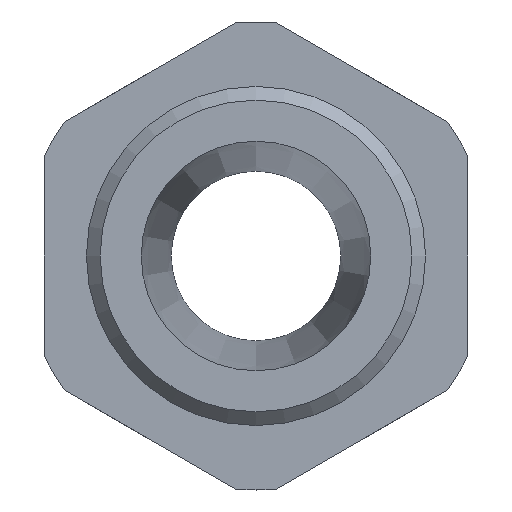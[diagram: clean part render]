
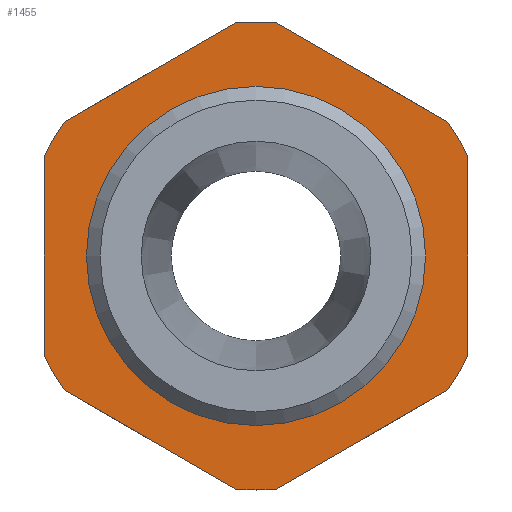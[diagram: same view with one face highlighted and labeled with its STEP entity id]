
A CAD part, left-side view. The second image highlights one B-rep face of the part: STEP entity #1455.
In plain terms, the highlighted planar face has unit normal (-1, 0, 0).
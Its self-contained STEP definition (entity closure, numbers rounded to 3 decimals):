
#56=CIRCLE('',#1511,13.8);
#58=CIRCLE('',#1515,13.8);
#59=CIRCLE('',#1518,13.8);
#61=CIRCLE('',#1522,13.8);
#63=CIRCLE('',#1526,13.8);
#71=CIRCLE('',#1537,9.19);
#102=CIRCLE('',#1592,13.8);
#103=CIRCLE('',#1593,13.8);
#185=VECTOR('',#1693,1.);
#192=VECTOR('',#1707,1.);
#196=VECTOR('',#1716,1.);
#200=VECTOR('',#1727,1.);
#203=VECTOR('',#1737,1.);
#206=VECTOR('',#1747,1.);
#291=LINE('',#2135,#185);
#298=LINE('',#2170,#192);
#302=LINE('',#2185,#196);
#306=LINE('',#2202,#200);
#309=LINE('',#2220,#203);
#312=LINE('',#2238,#206);
#399=VERTEX_POINT('',#2133);
#401=VERTEX_POINT('',#2136);
#412=VERTEX_POINT('',#2169);
#413=VERTEX_POINT('',#2171);
#415=VERTEX_POINT('',#2179);
#416=VERTEX_POINT('',#2183);
#418=VERTEX_POINT('',#2191);
#421=VERTEX_POINT('',#2196);
#422=VERTEX_POINT('',#2200);
#425=VERTEX_POINT('',#2212);
#427=VERTEX_POINT('',#2218);
#430=VERTEX_POINT('',#2230);
#432=VERTEX_POINT('',#2236);
#441=VERTEX_POINT('',#2267);
#569=EDGE_CURVE('',#399,#401,#291,.T.);
#582=EDGE_CURVE('',#413,#412,#298,.F.);
#586=EDGE_CURVE('',#415,#412,#56,.T.);
#588=EDGE_CURVE('',#416,#415,#302,.T.);
#593=EDGE_CURVE('',#421,#418,#58,.T.);
#595=EDGE_CURVE('',#422,#421,#306,.T.);
#599=EDGE_CURVE('',#425,#422,#59,.T.);
#602=EDGE_CURVE('',#427,#425,#309,.T.);
#606=EDGE_CURVE('',#430,#427,#61,.T.);
#609=EDGE_CURVE('',#432,#430,#312,.T.);
#612=EDGE_CURVE('',#401,#432,#63,.T.);
#623=EDGE_CURVE('',#441,#441,#71,.T.);
#683=EDGE_CURVE('',#413,#399,#102,.F.);
#684=EDGE_CURVE('',#418,#416,#103,.F.);
#987=ORIENTED_EDGE('',*,*,#623,.T.);
#988=ORIENTED_EDGE('',*,*,#612,.F.);
#989=ORIENTED_EDGE('',*,*,#569,.F.);
#990=ORIENTED_EDGE('',*,*,#683,.F.);
#991=ORIENTED_EDGE('',*,*,#582,.T.);
#992=ORIENTED_EDGE('',*,*,#586,.F.);
#993=ORIENTED_EDGE('',*,*,#588,.F.);
#994=ORIENTED_EDGE('',*,*,#684,.F.);
#995=ORIENTED_EDGE('',*,*,#593,.F.);
#996=ORIENTED_EDGE('',*,*,#595,.F.);
#997=ORIENTED_EDGE('',*,*,#599,.F.);
#998=ORIENTED_EDGE('',*,*,#602,.F.);
#999=ORIENTED_EDGE('',*,*,#606,.F.);
#1000=ORIENTED_EDGE('',*,*,#609,.F.);
#1272=EDGE_LOOP('',(#987));
#1273=EDGE_LOOP('',(#988,#989,#990,#991,#992,#993,#994,#995,#996,#997,#998,
#999,#1000));
#1365=FACE_BOUND('',#1272,.T.);
#1366=FACE_BOUND('',#1273,.T.);
#1455=ADVANCED_FACE('',(#1365,#1366),#2625,.T.);
#1511=AXIS2_PLACEMENT_3D('',#2180,#1712,#1713);
#1515=AXIS2_PLACEMENT_3D('',#2197,#1723,#1724);
#1518=AXIS2_PLACEMENT_3D('',#2214,#1731,#1732);
#1522=AXIS2_PLACEMENT_3D('',#2232,#1741,#1742);
#1526=AXIS2_PLACEMENT_3D('',#2247,#1750,#1751);
#1537=AXIS2_PLACEMENT_3D('',#2268,#1775,#1776);
#1591=AXIS2_PLACEMENT_3D('',#2402,#1895,$);
#1592=AXIS2_PLACEMENT_3D('',#2403,#1896,#1897);
#1593=AXIS2_PLACEMENT_3D('',#2404,#1898,#1899);
#1693=DIRECTION('',(0.,-0.866,0.5));
#1707=DIRECTION('',(0.,0.,1.));
#1712=DIRECTION('',(1.,0.,0.));
#1713=DIRECTION('',(0.,0.,-13.8));
#1716=DIRECTION('',(0.,0.866,0.5));
#1723=DIRECTION('',(1.,0.,0.));
#1724=DIRECTION('',(0.,0.,-13.8));
#1727=DIRECTION('',(0.,0.866,-0.5));
#1731=DIRECTION('',(1.,0.,0.));
#1732=DIRECTION('',(0.,0.,-13.8));
#1737=DIRECTION('',(0.,0.,-1.));
#1741=DIRECTION('',(1.,0.,0.));
#1742=DIRECTION('',(0.,0.,-13.8));
#1747=DIRECTION('',(0.,-0.866,-0.5));
#1750=DIRECTION('',(1.,0.,0.));
#1751=DIRECTION('',(0.,0.,-13.8));
#1775=DIRECTION('',(1.,0.,0.));
#1776=DIRECTION('',(0.,0.,-9.19));
#1895=DIRECTION('',(-1.,0.,0.));
#1896=DIRECTION('',(-1.,0.,0.));
#1897=DIRECTION('',(0.,0.,-13.8));
#1898=DIRECTION('',(-1.,0.,0.));
#1899=DIRECTION('',(0.,0.,-13.8));
#2133=CARTESIAN_POINT('',(9.,11.314,7.902));
#2135=CARTESIAN_POINT('',(9.,15.032,5.755));
#2136=CARTESIAN_POINT('',(9.,1.186,13.749));
#2169=CARTESIAN_POINT('',(9.,12.5,-5.847));
#2170=CARTESIAN_POINT('',(9.,12.5,-2.924));
#2171=CARTESIAN_POINT('',(9.,12.5,5.847));
#2179=CARTESIAN_POINT('',(9.,11.314,-7.902));
#2180=CARTESIAN_POINT('',(9.,0.,0.));
#2183=CARTESIAN_POINT('',(9.,1.186,-13.749));
#2185=CARTESIAN_POINT('',(9.,9.968,-8.679));
#2191=CARTESIAN_POINT('',(9.,0.,-13.8));
#2196=CARTESIAN_POINT('',(9.,-1.186,-13.749));
#2197=CARTESIAN_POINT('',(9.,0.,0.));
#2200=CARTESIAN_POINT('',(9.,-11.314,-7.902));
#2202=CARTESIAN_POINT('',(9.,-2.532,-12.972));
#2212=CARTESIAN_POINT('',(9.,-12.5,-5.847));
#2214=CARTESIAN_POINT('',(9.,0.,0.));
#2218=CARTESIAN_POINT('',(9.,-12.5,5.847));
#2220=CARTESIAN_POINT('',(9.,-12.5,2.924));
#2230=CARTESIAN_POINT('',(9.,-11.314,7.902));
#2232=CARTESIAN_POINT('',(9.,0.,0.));
#2236=CARTESIAN_POINT('',(9.,-1.186,13.749));
#2238=CARTESIAN_POINT('',(9.,2.532,15.896));
#2247=CARTESIAN_POINT('',(9.,0.,0.));
#2267=CARTESIAN_POINT('',(9.,0.,-9.19));
#2268=CARTESIAN_POINT('',(9.,0.,0.));
#2402=CARTESIAN_POINT('',(9.,16.667,0.));
#2403=CARTESIAN_POINT('',(9.,0.,0.));
#2404=CARTESIAN_POINT('',(9.,0.,0.));
#2625=PLANE('',#1591);
